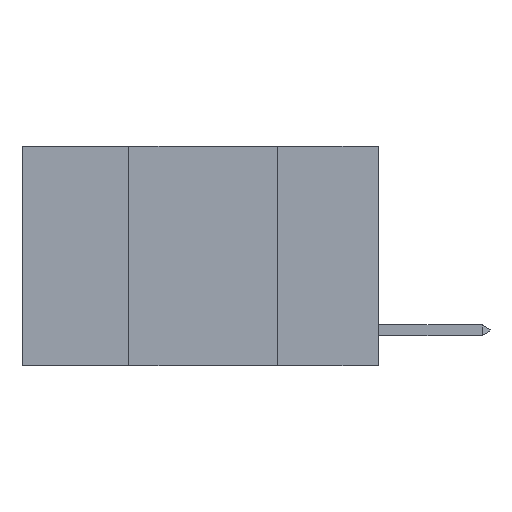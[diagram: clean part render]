
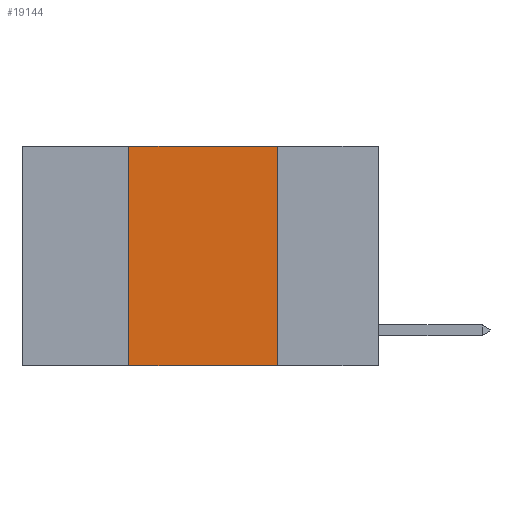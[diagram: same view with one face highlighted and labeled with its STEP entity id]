
A CAD part, left-side view. The second image highlights one B-rep face of the part: STEP entity #19144.
In plain terms, the highlighted planar face has unit normal (-1, 0, 0).
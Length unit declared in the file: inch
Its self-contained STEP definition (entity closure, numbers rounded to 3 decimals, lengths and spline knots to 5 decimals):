
#370 = LINE ( 'NONE', #15040, #10877 ) ;
#939 = ORIENTED_EDGE ( 'NONE', *, *, #20019, .F. ) ;
#1515 = ORIENTED_EDGE ( 'NONE', *, *, #5028, .F. ) ;
#2020 = DIRECTION ( 'NONE',  ( 0., 0., 1. ) ) ;
#3535 = VERTEX_POINT ( 'NONE', #6764 ) ;
#3734 = CARTESIAN_POINT ( 'NONE',  ( 0., 0.42, 0. ) ) ;
#4120 = ORIENTED_EDGE ( 'NONE', *, *, #12532, .T. ) ;
#4602 = CARTESIAN_POINT ( 'NONE',  ( 0., 0.17, 0. ) ) ;
#5028 = EDGE_CURVE ( 'NONE', #3535, #12771, #11234, .T. ) ;
#6269 = LINE ( 'NONE', #8388, #25816 ) ;
#6764 = CARTESIAN_POINT ( 'NONE',  ( 0., 0.42, -0.37 ) ) ;
#7743 = CARTESIAN_POINT ( 'NONE',  ( 0., 0.42, 0. ) ) ;
#8087 = AXIS2_PLACEMENT_3D ( 'NONE', #18898, #22626, #12830 ) ;
#8169 = LINE ( 'NONE', #4602, #8389 ) ;
#8388 = CARTESIAN_POINT ( 'NONE',  ( 0., 0.6, -0.37 ) ) ;
#8389 = VECTOR ( 'NONE', #12840, 39.37008 ) ;
#10877 = VECTOR ( 'NONE', #16761, 39.37008 ) ;
#11234 = LINE ( 'NONE', #7743, #21720 ) ;
#11301 = VERTEX_POINT ( 'NONE', #24601 ) ;
#12532 = EDGE_CURVE ( 'NONE', #3535, #16308, #6269, .T. ) ;
#12565 = FACE_OUTER_BOUND ( 'NONE', #14819, .T. ) ;
#12771 = VERTEX_POINT ( 'NONE', #3734 ) ;
#12830 = DIRECTION ( 'NONE',  ( 0., 0., -1. ) ) ;
#12840 = DIRECTION ( 'NONE',  ( 0., 0., -1. ) ) ;
#14424 = DIRECTION ( 'NONE',  ( 0., -1., 0. ) ) ;
#14819 = EDGE_LOOP ( 'NONE', ( #20309, #939, #1515, #4120 ) ) ;
#15040 = CARTESIAN_POINT ( 'NONE',  ( 0., 0.6, 0. ) ) ;
#15594 = EDGE_CURVE ( 'NONE', #11301, #16308, #8169, .T. ) ;
#16308 = VERTEX_POINT ( 'NONE', #23942 ) ;
#16761 = DIRECTION ( 'NONE',  ( 0., -1., 0. ) ) ;
#18898 = CARTESIAN_POINT ( 'NONE',  ( 0., 0.6, 0. ) ) ;
#19144 = ADVANCED_FACE ( 'NONE', ( #12565 ), #20771, .F. ) ;
#20019 = EDGE_CURVE ( 'NONE', #12771, #11301, #370, .T. ) ;
#20309 = ORIENTED_EDGE ( 'NONE', *, *, #15594, .F. ) ;
#20771 = PLANE ( 'NONE',  #8087 ) ;
#21720 = VECTOR ( 'NONE', #2020, 39.37008 ) ;
#22626 = DIRECTION ( 'NONE',  ( 1., 0., 0. ) ) ;
#23942 = CARTESIAN_POINT ( 'NONE',  ( 0., 0.17, -0.37 ) ) ;
#24601 = CARTESIAN_POINT ( 'NONE',  ( 0., 0.17, 0. ) ) ;
#25816 = VECTOR ( 'NONE', #14424, 39.37008 ) ;
